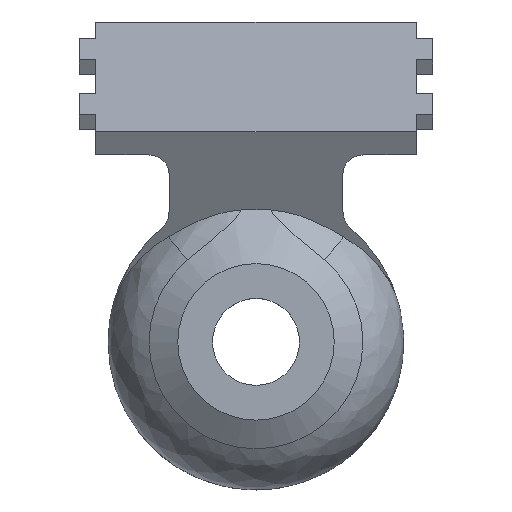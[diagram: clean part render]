
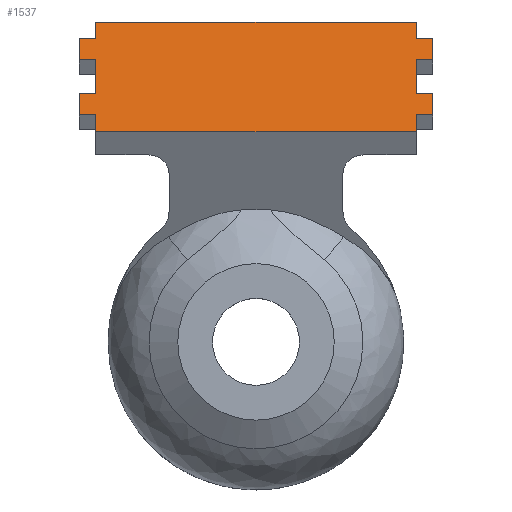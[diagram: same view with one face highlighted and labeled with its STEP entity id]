
A CAD part, top view. The second image highlights one B-rep face of the part: STEP entity #1537.
In plain terms, the highlighted planar face has unit normal (0, 0.866, 0.5).
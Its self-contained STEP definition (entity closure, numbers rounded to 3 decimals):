
#138=PLANE('',#1649);
#178=FACE_OUTER_BOUND('',#270,.T.);
#270=EDGE_LOOP('',(#1132,#1133,#1134,#1135,#1136,#1137,#1138,#1139,#1140,
#1141,#1142,#1143,#1144,#1145,#1146,#1147,#1148,#1149,#1150,#1151));
#376=LINE('',#2258,#487);
#379=LINE('',#2263,#490);
#381=LINE('',#2268,#492);
#384=LINE('',#2273,#495);
#386=LINE('',#2278,#497);
#389=LINE('',#2283,#500);
#391=LINE('',#2288,#502);
#394=LINE('',#2293,#505);
#396=LINE('',#2297,#507);
#398=LINE('',#2301,#509);
#401=LINE('',#2308,#512);
#402=LINE('',#2309,#513);
#403=LINE('',#2311,#514);
#406=LINE('',#2316,#517);
#408=LINE('',#2320,#519);
#411=LINE('',#2327,#522);
#412=LINE('',#2328,#523);
#413=LINE('',#2330,#524);
#416=LINE('',#2334,#527);
#417=LINE('',#2336,#528);
#487=VECTOR('',#1828,10.);
#490=VECTOR('',#1833,10.);
#492=VECTOR('',#1837,10.);
#495=VECTOR('',#1842,10.);
#497=VECTOR('',#1846,10.);
#500=VECTOR('',#1851,10.);
#502=VECTOR('',#1855,10.);
#505=VECTOR('',#1860,10.);
#507=VECTOR('',#1864,10.);
#509=VECTOR('',#1868,10.);
#512=VECTOR('',#1873,10.);
#513=VECTOR('',#1874,10.);
#514=VECTOR('',#1875,10.);
#517=VECTOR('',#1880,10.);
#519=VECTOR('',#1884,10.);
#522=VECTOR('',#1889,10.);
#523=VECTOR('',#1890,10.);
#524=VECTOR('',#1891,10.);
#527=VECTOR('',#1896,10.);
#528=VECTOR('',#1899,10.);
#654=VERTEX_POINT('',#2255);
#655=VERTEX_POINT('',#2257);
#656=VERTEX_POINT('',#2261);
#657=VERTEX_POINT('',#2265);
#658=VERTEX_POINT('',#2267);
#659=VERTEX_POINT('',#2271);
#660=VERTEX_POINT('',#2275);
#661=VERTEX_POINT('',#2277);
#662=VERTEX_POINT('',#2281);
#663=VERTEX_POINT('',#2285);
#664=VERTEX_POINT('',#2287);
#665=VERTEX_POINT('',#2291);
#666=VERTEX_POINT('',#2295);
#667=VERTEX_POINT('',#2299);
#670=VERTEX_POINT('',#2306);
#671=VERTEX_POINT('',#2310);
#672=VERTEX_POINT('',#2314);
#673=VERTEX_POINT('',#2318);
#676=VERTEX_POINT('',#2325);
#677=VERTEX_POINT('',#2329);
#810=EDGE_CURVE('',#655,#654,#376,.T.);
#813=EDGE_CURVE('',#654,#656,#379,.T.);
#815=EDGE_CURVE('',#658,#657,#381,.T.);
#818=EDGE_CURVE('',#657,#659,#384,.T.);
#820=EDGE_CURVE('',#661,#660,#386,.T.);
#823=EDGE_CURVE('',#660,#662,#389,.T.);
#825=EDGE_CURVE('',#664,#663,#391,.T.);
#828=EDGE_CURVE('',#663,#665,#394,.T.);
#830=EDGE_CURVE('',#662,#666,#396,.T.);
#832=EDGE_CURVE('',#656,#667,#398,.T.);
#835=EDGE_CURVE('',#666,#670,#401,.T.);
#836=EDGE_CURVE('',#667,#661,#402,.T.);
#837=EDGE_CURVE('',#671,#655,#403,.T.);
#840=EDGE_CURVE('',#665,#672,#406,.T.);
#842=EDGE_CURVE('',#659,#673,#408,.T.);
#845=EDGE_CURVE('',#672,#676,#411,.T.);
#846=EDGE_CURVE('',#673,#664,#412,.T.);
#847=EDGE_CURVE('',#677,#658,#413,.T.);
#850=EDGE_CURVE('',#670,#677,#416,.T.);
#851=EDGE_CURVE('',#676,#671,#417,.T.);
#1132=ORIENTED_EDGE('',*,*,#835,.T.);
#1133=ORIENTED_EDGE('',*,*,#850,.T.);
#1134=ORIENTED_EDGE('',*,*,#847,.T.);
#1135=ORIENTED_EDGE('',*,*,#815,.T.);
#1136=ORIENTED_EDGE('',*,*,#818,.T.);
#1137=ORIENTED_EDGE('',*,*,#842,.T.);
#1138=ORIENTED_EDGE('',*,*,#846,.T.);
#1139=ORIENTED_EDGE('',*,*,#825,.T.);
#1140=ORIENTED_EDGE('',*,*,#828,.T.);
#1141=ORIENTED_EDGE('',*,*,#840,.T.);
#1142=ORIENTED_EDGE('',*,*,#845,.T.);
#1143=ORIENTED_EDGE('',*,*,#851,.T.);
#1144=ORIENTED_EDGE('',*,*,#837,.T.);
#1145=ORIENTED_EDGE('',*,*,#810,.T.);
#1146=ORIENTED_EDGE('',*,*,#813,.T.);
#1147=ORIENTED_EDGE('',*,*,#832,.T.);
#1148=ORIENTED_EDGE('',*,*,#836,.T.);
#1149=ORIENTED_EDGE('',*,*,#820,.T.);
#1150=ORIENTED_EDGE('',*,*,#823,.T.);
#1151=ORIENTED_EDGE('',*,*,#830,.T.);
#1537=ADVANCED_FACE('',(#178),#138,.T.);
#1649=AXIS2_PLACEMENT_3D('',#2335,#1897,#1898);
#1828=DIRECTION('',(1.,0.,0.));
#1833=DIRECTION('',(0.,0.5,-0.866));
#1837=DIRECTION('',(-1.,0.,0.));
#1842=DIRECTION('',(0.,-0.5,0.866));
#1846=DIRECTION('',(1.,0.,0.));
#1851=DIRECTION('',(0.,0.5,-0.866));
#1855=DIRECTION('',(-1.,0.,0.));
#1860=DIRECTION('',(0.,-0.5,0.866));
#1864=DIRECTION('',(-1.,0.,0.));
#1868=DIRECTION('',(-1.,0.,0.));
#1873=DIRECTION('',(0.,0.5,-0.866));
#1874=DIRECTION('',(0.,0.5,-0.866));
#1875=DIRECTION('',(0.,0.5,-0.866));
#1880=DIRECTION('',(1.,0.,0.));
#1884=DIRECTION('',(1.,0.,0.));
#1889=DIRECTION('',(0.,-0.5,0.866));
#1890=DIRECTION('',(0.,-0.5,0.866));
#1891=DIRECTION('',(0.,-0.5,0.866));
#1896=DIRECTION('',(-1.,0.,0.));
#1897=DIRECTION('center_axis',(0.,0.866,0.5));
#1898=DIRECTION('ref_axis',(1.,0.,0.));
#1899=DIRECTION('',(1.,0.,0.));
#2255=CARTESIAN_POINT('',(40.7,52.2,55.887));
#2257=CARTESIAN_POINT('',(36.9,52.2,55.887));
#2258=CARTESIAN_POINT('',(40.7,52.2,55.887));
#2261=CARTESIAN_POINT('',(40.7,57.1,47.4));
#2263=CARTESIAN_POINT('',(40.7,57.1,47.4));
#2265=CARTESIAN_POINT('',(-40.7,69.8,25.403));
#2267=CARTESIAN_POINT('',(-36.9,69.8,25.403));
#2268=CARTESIAN_POINT('',(-40.7,69.8,25.403));
#2271=CARTESIAN_POINT('',(-40.7,64.9,33.89));
#2273=CARTESIAN_POINT('',(-40.7,64.9,33.89));
#2275=CARTESIAN_POINT('',(40.7,64.9,33.89));
#2277=CARTESIAN_POINT('',(36.9,64.9,33.89));
#2278=CARTESIAN_POINT('',(40.7,64.9,33.89));
#2281=CARTESIAN_POINT('',(40.7,69.8,25.403));
#2283=CARTESIAN_POINT('',(40.7,69.8,25.403));
#2285=CARTESIAN_POINT('',(-40.7,57.1,47.4));
#2287=CARTESIAN_POINT('',(-36.9,57.1,47.4));
#2288=CARTESIAN_POINT('',(-40.7,57.1,47.4));
#2291=CARTESIAN_POINT('',(-40.7,52.2,55.887));
#2293=CARTESIAN_POINT('',(-40.7,52.2,55.887));
#2295=CARTESIAN_POINT('',(36.9,69.8,25.403));
#2297=CARTESIAN_POINT('',(36.9,69.8,25.403));
#2299=CARTESIAN_POINT('',(36.9,57.1,47.4));
#2301=CARTESIAN_POINT('',(36.9,57.1,47.4));
#2306=CARTESIAN_POINT('',(36.9,73.65,18.735));
#2308=CARTESIAN_POINT('',(36.9,48.35,62.556));
#2309=CARTESIAN_POINT('',(36.9,48.35,62.556));
#2310=CARTESIAN_POINT('',(36.9,48.35,62.556));
#2311=CARTESIAN_POINT('',(36.9,48.35,62.556));
#2314=CARTESIAN_POINT('',(-36.9,52.2,55.887));
#2316=CARTESIAN_POINT('',(-36.9,52.2,55.887));
#2318=CARTESIAN_POINT('',(-36.9,64.9,33.89));
#2320=CARTESIAN_POINT('',(-36.9,64.9,33.89));
#2325=CARTESIAN_POINT('',(-36.9,48.35,62.556));
#2327=CARTESIAN_POINT('',(-36.9,73.65,18.735));
#2328=CARTESIAN_POINT('',(-36.9,73.65,18.735));
#2329=CARTESIAN_POINT('',(-36.9,73.65,18.735));
#2330=CARTESIAN_POINT('',(-36.9,73.65,18.735));
#2334=CARTESIAN_POINT('',(36.9,73.65,18.735));
#2335=CARTESIAN_POINT('Origin',(0.,61.,40.645));
#2336=CARTESIAN_POINT('',(-36.9,48.35,62.556));
